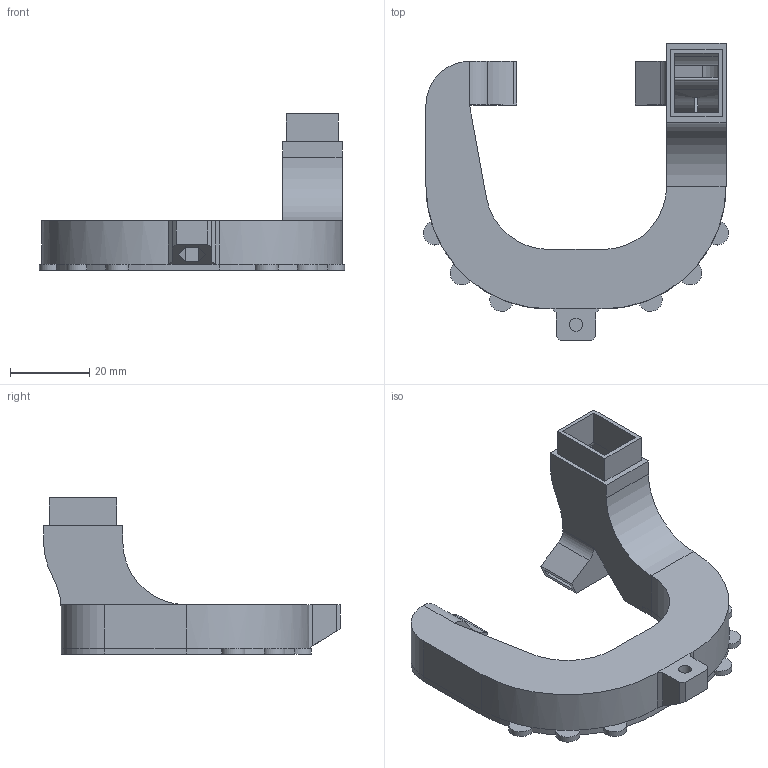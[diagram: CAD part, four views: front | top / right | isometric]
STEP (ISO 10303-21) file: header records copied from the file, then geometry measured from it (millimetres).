
FILE_DESCRIPTION(('FreeCAD Model'),'2;1');
FILE_NAME('FanDuctDual_wSupport.step', '2020-08-17T12:22:48',('Author'),(''), 'Open CASCADE STEP processor 7.3','FreeCAD','Unknown');
FILE_SCHEMA(('CONFIG_CONTROL_DESIGN','SHAPE_APPEARANCE_LAYER_MIM'));
Length unit declared in the file: millimetre
Products named in the file (1): FanDuctDual_wSupport
Bounding box: 77.08 x 75 x 39.5 mm (x, y, z)
Volume: 12435.7 mm3; surface area: 22625.7 mm2
Topology: 1 solids, 1 shells, 264 faces, 718 edges, 456 vertices
Faces by surface type: plane 186, cylinder 78
Full cylindrical faces by diameter (mm): 3.3 x1
Entity records: 8331 total; most frequent: DIRECTION 1458, CARTESIAN_POINT 1439, ORIENTED_EDGE 1436, EDGE_CURVE 718, LINE 508, VECTOR 508, AXIS2_PLACEMENT_3D 475, VERTEX_POINT 456
